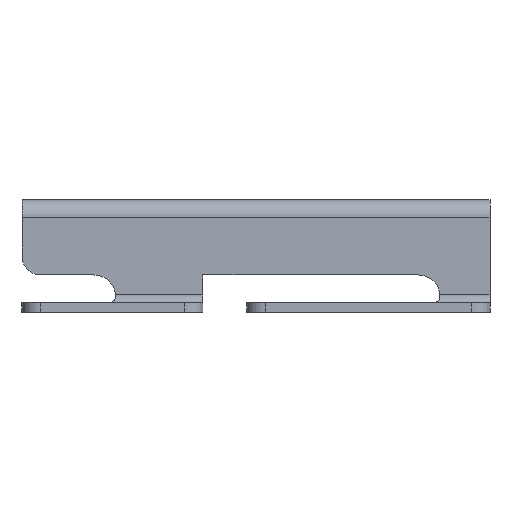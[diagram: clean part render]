
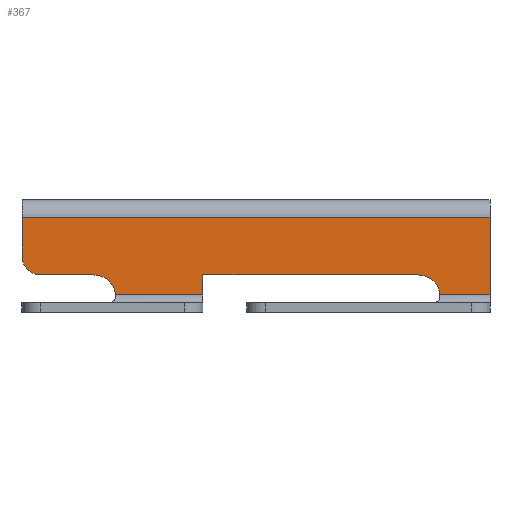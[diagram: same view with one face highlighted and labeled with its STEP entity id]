
A CAD part, left-side view. The second image highlights one B-rep face of the part: STEP entity #367.
In plain terms, the highlighted planar face has unit normal (-1, 0, 0).
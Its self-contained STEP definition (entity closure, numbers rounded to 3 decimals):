
#94 = DIRECTION ( 'NONE',  ( 0., 0., 1. ) ) ;
#101 = DIRECTION ( 'NONE',  ( 0., 0., -1. ) ) ;
#105 = EDGE_CURVE ( 'NONE', #2838, #475, #2523, .T. ) ;
#116 = VERTEX_POINT ( 'NONE', #1386 ) ;
#127 = CARTESIAN_POINT ( 'NONE',  ( -96.97, -37.5, 49.27 ) ) ;
#241 = DIRECTION ( 'NONE',  ( 0., -1., 0. ) ) ;
#288 = CARTESIAN_POINT ( 'NONE',  ( -96.97, 22.516, 49.27 ) ) ;
#331 = VERTEX_POINT ( 'NONE', #288 ) ;
#367 = ADVANCED_FACE ( 'NONE', ( #2649 ), #3851, .F. ) ;
#392 = CARTESIAN_POINT ( 'NONE',  ( -96.97, -37.5, 61.67 ) ) ;
#401 = LINE ( 'NONE', #3176, #2282 ) ;
#434 = CARTESIAN_POINT ( 'NONE',  ( -96.97, -37.5, 64.47 ) ) ;
#454 = ORIENTED_EDGE ( 'NONE', *, *, #1909, .T. ) ;
#475 = VERTEX_POINT ( 'NONE', #392 ) ;
#499 = DIRECTION ( 'NONE',  ( 0., 0., -1. ) ) ;
#506 = CARTESIAN_POINT ( 'NONE',  ( -96.97, 34.5, 52.44 ) ) ;
#512 = VECTOR ( 'NONE', #3680, 1000. ) ;
#526 = DIRECTION ( 'NONE',  ( 0., 0., -1. ) ) ;
#591 = LINE ( 'NONE', #2345, #2881 ) ;
#647 = CARTESIAN_POINT ( 'NONE',  ( -96.97, 49., 52.44 ) ) ;
#691 = EDGE_CURVE ( 'NONE', #1913, #3520, #3906, .T. ) ;
#758 = DIRECTION ( 'NONE',  ( 1., 0., 0. ) ) ;
#774 = VERTEX_POINT ( 'NONE', #1918 ) ;
#775 = DIRECTION ( 'NONE',  ( -1., 0., 0. ) ) ;
#817 = CARTESIAN_POINT ( 'NONE',  ( -96.97, -26., 52.44 ) ) ;
#835 = CIRCLE ( 'NONE', #1786, 3.5 ) ;
#836 = EDGE_CURVE ( 'NONE', #116, #475, #1657, .T. ) ;
#869 = ORIENTED_EDGE ( 'NONE', *, *, #1761, .T. ) ;
#975 = VECTOR ( 'NONE', #94, 1000. ) ;
#1076 = CARTESIAN_POINT ( 'NONE',  ( -96.97, 34.5, 55.44 ) ) ;
#1156 = ORIENTED_EDGE ( 'NONE', *, *, #2404, .T. ) ;
#1207 = AXIS2_PLACEMENT_3D ( 'NONE', #3491, #758, #526 ) ;
#1233 = EDGE_LOOP ( 'NONE', ( #1156, #1704, #2092, #1490, #2166, #1411, #2779, #454, #869, #3498, #2812 ) ) ;
#1261 = DIRECTION ( 'NONE',  ( 0., -1., 0. ) ) ;
#1263 = CARTESIAN_POINT ( 'NONE',  ( -96.97, 0., 49.27 ) ) ;
#1273 = LINE ( 'NONE', #1593, #975 ) ;
#1321 = CARTESIAN_POINT ( 'NONE',  ( -96.97, -37.5, 61.67 ) ) ;
#1386 = CARTESIAN_POINT ( 'NONE',  ( -96.97, 37.5, 61.67 ) ) ;
#1390 = VERTEX_POINT ( 'NONE', #3885 ) ;
#1406 = VERTEX_POINT ( 'NONE', #817 ) ;
#1411 = ORIENTED_EDGE ( 'NONE', *, *, #2830, .T. ) ;
#1490 = ORIENTED_EDGE ( 'NONE', *, *, #2640, .T. ) ;
#1593 = CARTESIAN_POINT ( 'NONE',  ( -96.97, 8.5, 52.44 ) ) ;
#1657 = LINE ( 'NONE', #1321, #3786 ) ;
#1659 = CIRCLE ( 'NONE', #1207, 3.5 ) ;
#1704 = ORIENTED_EDGE ( 'NONE', *, *, #1968, .T. ) ;
#1714 = AXIS2_PLACEMENT_3D ( 'NONE', #1076, #775, #3473 ) ;
#1761 = EDGE_CURVE ( 'NONE', #1977, #2838, #2405, .T. ) ;
#1763 = VECTOR ( 'NONE', #1261, 1000. ) ;
#1786 = AXIS2_PLACEMENT_3D ( 'NONE', #1997, #3209, #499 ) ;
#1909 = EDGE_CURVE ( 'NONE', #1406, #1977, #1659, .T. ) ;
#1913 = VERTEX_POINT ( 'NONE', #506 ) ;
#1918 = CARTESIAN_POINT ( 'NONE',  ( -96.97, 8.5, 52.44 ) ) ;
#1940 = AXIS2_PLACEMENT_3D ( 'NONE', #3875, #2290, #2692 ) ;
#1947 = DIRECTION ( 'NONE',  ( 0., 0., 1. ) ) ;
#1968 = EDGE_CURVE ( 'NONE', #2337, #1913, #3424, .T. ) ;
#1977 = VERTEX_POINT ( 'NONE', #2897 ) ;
#1997 = CARTESIAN_POINT ( 'NONE',  ( -96.97, 26., 48.94 ) ) ;
#2027 = CARTESIAN_POINT ( 'NONE',  ( -96.97, 0., 49.27 ) ) ;
#2092 = ORIENTED_EDGE ( 'NONE', *, *, #691, .T. ) ;
#2166 = ORIENTED_EDGE ( 'NONE', *, *, #3010, .T. ) ;
#2188 = VECTOR ( 'NONE', #1947, 1000. ) ;
#2282 = VECTOR ( 'NONE', #101, 1000. ) ;
#2290 = DIRECTION ( 'NONE',  ( 1., 0., 0. ) ) ;
#2337 = VERTEX_POINT ( 'NONE', #3085 ) ;
#2345 = CARTESIAN_POINT ( 'NONE',  ( -96.97, -26., 52.44 ) ) ;
#2404 = EDGE_CURVE ( 'NONE', #116, #2337, #401, .T. ) ;
#2405 = LINE ( 'NONE', #1263, #512 ) ;
#2430 = CARTESIAN_POINT ( 'NONE',  ( -96.97, 26., 52.44 ) ) ;
#2523 = LINE ( 'NONE', #434, #2188 ) ;
#2526 = DIRECTION ( 'NONE',  ( 0., -1., 0. ) ) ;
#2640 = EDGE_CURVE ( 'NONE', #3520, #331, #835, .T. ) ;
#2649 = FACE_OUTER_BOUND ( 'NONE', #1233, .T. ) ;
#2692 = DIRECTION ( 'NONE',  ( 0., 0., -1. ) ) ;
#2779 = ORIENTED_EDGE ( 'NONE', *, *, #3590, .T. ) ;
#2812 = ORIENTED_EDGE ( 'NONE', *, *, #836, .F. ) ;
#2830 = EDGE_CURVE ( 'NONE', #1390, #774, #1273, .T. ) ;
#2838 = VERTEX_POINT ( 'NONE', #127 ) ;
#2881 = VECTOR ( 'NONE', #3644, 1000. ) ;
#2897 = CARTESIAN_POINT ( 'NONE',  ( -96.97, -29.484, 49.27 ) ) ;
#3010 = EDGE_CURVE ( 'NONE', #331, #1390, #3824, .T. ) ;
#3085 = CARTESIAN_POINT ( 'NONE',  ( -96.97, 37.5, 55.44 ) ) ;
#3176 = CARTESIAN_POINT ( 'NONE',  ( -96.97, 37.5, 64.47 ) ) ;
#3209 = DIRECTION ( 'NONE',  ( 1., 0., 0. ) ) ;
#3424 = CIRCLE ( 'NONE', #1714, 3. ) ;
#3473 = DIRECTION ( 'NONE',  ( 0., 0., -1. ) ) ;
#3491 = CARTESIAN_POINT ( 'NONE',  ( -96.97, -26., 48.94 ) ) ;
#3498 = ORIENTED_EDGE ( 'NONE', *, *, #105, .T. ) ;
#3520 = VERTEX_POINT ( 'NONE', #2430 ) ;
#3590 = EDGE_CURVE ( 'NONE', #774, #1406, #591, .T. ) ;
#3644 = DIRECTION ( 'NONE',  ( 0., -1., 0. ) ) ;
#3680 = DIRECTION ( 'NONE',  ( 0., -1., 0. ) ) ;
#3746 = VECTOR ( 'NONE', #241, 1000. ) ;
#3786 = VECTOR ( 'NONE', #2526, 1000. ) ;
#3824 = LINE ( 'NONE', #2027, #3746 ) ;
#3851 = PLANE ( 'NONE',  #1940 ) ;
#3875 = CARTESIAN_POINT ( 'NONE',  ( -96.97, 0., 64.47 ) ) ;
#3885 = CARTESIAN_POINT ( 'NONE',  ( -96.97, 8.5, 49.27 ) ) ;
#3906 = LINE ( 'NONE', #647, #1763 ) ;
